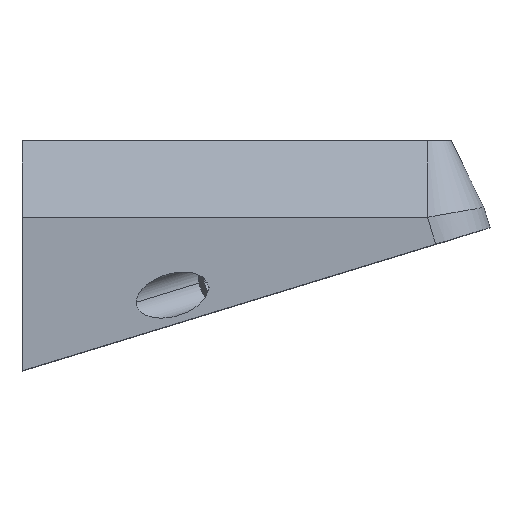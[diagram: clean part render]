
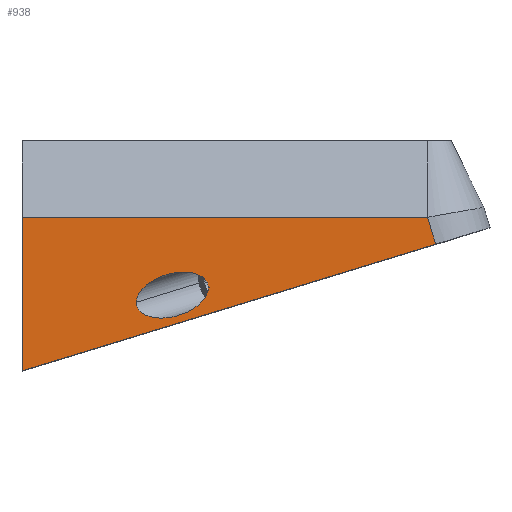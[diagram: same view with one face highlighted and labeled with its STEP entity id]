
A CAD part, top view. The second image highlights one B-rep face of the part: STEP entity #938.
In plain terms, the highlighted planar face has unit normal (0, 0, 1).
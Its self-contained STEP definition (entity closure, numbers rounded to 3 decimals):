
#2 = CARTESIAN_POINT ( 'NONE',  ( 15.692, -356.578, 40. ) ) ;
#127 = CARTESIAN_POINT ( 'NONE',  ( -9.698, -346.182, 40. ) ) ;
#164 = FACE_BOUND ( 'NONE', #1919, .T. ) ;
#170 = PLANE ( 'NONE',  #2174 ) ;
#190 = FACE_OUTER_BOUND ( 'NONE', #1428, .T. ) ;
#247 = EDGE_CURVE ( 'NONE', #1951, #2505, #1747, .T. ) ;
#321 = VERTEX_POINT ( 'NONE', #1766 ) ;
#350 = EDGE_CURVE ( 'NONE', #321, #614, #631, .T. ) ;
#400 = DIRECTION ( 'NONE',  ( 0., 0., -1. ) ) ;
#439 = VECTOR ( 'NONE', #1316, 1000. ) ;
#614 = VERTEX_POINT ( 'NONE', #2815 ) ;
#631 =( BOUNDED_CURVE ( )  B_SPLINE_CURVE ( 3, ( #2017, #127, #1535, #1074 ),
 .UNSPECIFIED., .F., .F. ) 
 B_SPLINE_CURVE_WITH_KNOTS ( ( 4, 4 ),
 ( 3.315, 6.457 ),
 .UNSPECIFIED. ) 
 CURVE ( )  GEOMETRIC_REPRESENTATION_ITEM ( )  RATIONAL_B_SPLINE_CURVE ( ( 1., 0.333, 0.333, 1. ) ) 
 REPRESENTATION_ITEM ( '' )  );
#663 = CARTESIAN_POINT ( 'NONE',  ( -7.74, -2.366, 40. ) ) ;
#669 = CARTESIAN_POINT ( 'NONE',  ( 15.692, -372.028, 40. ) ) ;
#859 = VECTOR ( 'NONE', #2958, 1000. ) ;
#862 = CARTESIAN_POINT ( 'NONE',  ( 0., 0., 40. ) ) ;
#885 = ORIENTED_EDGE ( 'NONE', *, *, #1134, .T. ) ;
#938 = ADVANCED_FACE ( 'NONE', ( #164, #190 ), #170, .F. ) ;
#1074 = CARTESIAN_POINT ( 'NONE',  ( 15.692, -356.578, 40. ) ) ;
#1134 = EDGE_CURVE ( 'NONE', #1252, #2028, #1457, .T. ) ;
#1252 = VERTEX_POINT ( 'NONE', #1413 ) ;
#1272 = CARTESIAN_POINT ( 'NONE',  ( -50., -333.776, 40. ) ) ;
#1280 = VECTOR ( 'NONE', #1729, 1000. ) ;
#1316 = DIRECTION ( 'NONE',  ( -1., 0., 0. ) ) ;
#1371 = CARTESIAN_POINT ( 'NONE',  ( -50., -331.679, 40. ) ) ;
#1413 = CARTESIAN_POINT ( 'NONE',  ( 95.844, -341.176, 40. ) ) ;
#1428 = EDGE_LOOP ( 'NONE', ( #885, #2049, #2806, #1509 ) ) ;
#1457 = LINE ( 'NONE', #663, #2024 ) ;
#1463 = ORIENTED_EDGE ( 'NONE', *, *, #1938, .T. ) ;
#1509 = ORIENTED_EDGE ( 'NONE', *, *, #2794, .T. ) ;
#1535 = CARTESIAN_POINT ( 'NONE',  ( 15.692, -341.128, 40. ) ) ;
#1557 = ORIENTED_EDGE ( 'NONE', *, *, #350, .T. ) ;
#1587 = DIRECTION ( 'NONE',  ( -1., 0., 0. ) ) ;
#1647 = CARTESIAN_POINT ( 'NONE',  ( -9.698, -377.081, 40. ) ) ;
#1729 = DIRECTION ( 'NONE',  ( 0.956, 0.292, 0. ) ) ;
#1747 = LINE ( 'NONE', #1272, #859 ) ;
#1766 = CARTESIAN_POINT ( 'NONE',  ( -9.698, -361.632, 40. ) ) ;
#1796 = EDGE_CURVE ( 'NONE', #2028, #1951, #2490, .T. ) ;
#1919 = EDGE_LOOP ( 'NONE', ( #1557, #1463 ) ) ;
#1938 = EDGE_CURVE ( 'NONE', #614, #321, #2535, .T. ) ;
#1951 = VERTEX_POINT ( 'NONE', #1371 ) ;
#2017 = CARTESIAN_POINT ( 'NONE',  ( -9.698, -361.632, 40. ) ) ;
#2024 = VECTOR ( 'NONE', #3062, 1000. ) ;
#2028 = VERTEX_POINT ( 'NONE', #2880 ) ;
#2049 = ORIENTED_EDGE ( 'NONE', *, *, #1796, .T. ) ;
#2174 = AXIS2_PLACEMENT_3D ( 'NONE', #862, #400, #1587 ) ;
#2280 = CARTESIAN_POINT ( 'NONE',  ( 0., -331.679, 40. ) ) ;
#2490 = LINE ( 'NONE', #2280, #439 ) ;
#2505 = VERTEX_POINT ( 'NONE', #2593 ) ;
#2535 =( BOUNDED_CURVE ( )  B_SPLINE_CURVE ( 3, ( #2, #669, #1647, #2589 ),
 .UNSPECIFIED., .F., .F. ) 
 B_SPLINE_CURVE_WITH_KNOTS ( ( 4, 4 ),
 ( 0.174, 3.315 ),
 .UNSPECIFIED. ) 
 CURVE ( )  GEOMETRIC_REPRESENTATION_ITEM ( )  RATIONAL_B_SPLINE_CURVE ( ( 1., 0.333, 0.333, 1. ) ) 
 REPRESENTATION_ITEM ( '' )  );
#2589 = CARTESIAN_POINT ( 'NONE',  ( -9.698, -361.632, 40. ) ) ;
#2593 = CARTESIAN_POINT ( 'NONE',  ( -50., -385.765, 40. ) ) ;
#2709 = CARTESIAN_POINT ( 'NONE',  ( -50., -385.765, 40. ) ) ;
#2794 = EDGE_CURVE ( 'NONE', #2505, #1252, #2902, .T. ) ;
#2806 = ORIENTED_EDGE ( 'NONE', *, *, #247, .T. ) ;
#2815 = CARTESIAN_POINT ( 'NONE',  ( 15.692, -356.578, 40. ) ) ;
#2880 = CARTESIAN_POINT ( 'NONE',  ( 92.941, -331.679, 40. ) ) ;
#2902 = LINE ( 'NONE', #2709, #1280 ) ;
#2958 = DIRECTION ( 'NONE',  ( 0., -1., 0. ) ) ;
#3062 = DIRECTION ( 'NONE',  ( -0.292, 0.956, 0. ) ) ;
